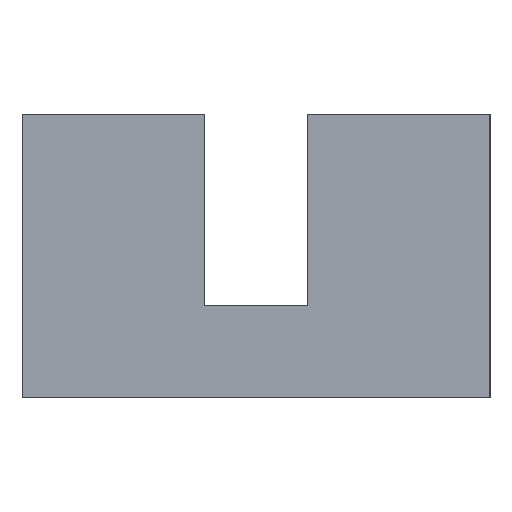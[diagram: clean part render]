
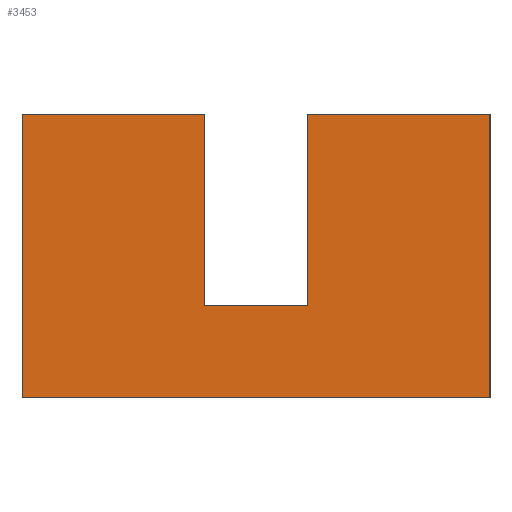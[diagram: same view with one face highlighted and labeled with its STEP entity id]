
A CAD part, left-side view. The second image highlights one B-rep face of the part: STEP entity #3453.
In plain terms, the highlighted planar face has unit normal (-1, 0, 0).
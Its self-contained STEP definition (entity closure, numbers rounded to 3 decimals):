
#486=ORIENTED_EDGE('',*,*,#1503,.T.);
#487=ORIENTED_EDGE('',*,*,#1522,.T.);
#488=ORIENTED_EDGE('',*,*,#1523,.T.);
#489=ORIENTED_EDGE('',*,*,#1524,.T.);
#490=ORIENTED_EDGE('',*,*,#1509,.T.);
#491=ORIENTED_EDGE('',*,*,#1525,.T.);
#492=ORIENTED_EDGE('',*,*,#1526,.F.);
#493=ORIENTED_EDGE('',*,*,#1527,.F.);
#1503=EDGE_CURVE('',#2017,#2015,#2368,.T.);
#1509=EDGE_CURVE('',#2019,#2022,#2374,.T.);
#1522=EDGE_CURVE('',#2015,#2031,#2387,.T.);
#1523=EDGE_CURVE('',#2031,#2032,#2388,.T.);
#1524=EDGE_CURVE('',#2032,#2019,#2389,.T.);
#1525=EDGE_CURVE('',#2022,#2033,#2390,.T.);
#1526=EDGE_CURVE('',#2034,#2033,#2391,.T.);
#1527=EDGE_CURVE('',#2017,#2034,#2392,.T.);
#2015=VERTEX_POINT('',#4669);
#2017=VERTEX_POINT('',#4672);
#2019=VERTEX_POINT('',#4678);
#2022=VERTEX_POINT('',#4683);
#2031=VERTEX_POINT('',#4710);
#2032=VERTEX_POINT('',#4712);
#2033=VERTEX_POINT('',#4715);
#2034=VERTEX_POINT('',#4717);
#2368=LINE('',#4671,#2605);
#2374=LINE('',#4684,#2611);
#2387=LINE('',#4709,#2624);
#2388=LINE('',#4711,#2625);
#2389=LINE('',#4713,#2626);
#2390=LINE('',#4714,#2627);
#2391=LINE('',#4716,#2628);
#2392=LINE('',#4718,#2629);
#2605=VECTOR('',#4010,1000.);
#2611=VECTOR('',#4018,1000.);
#2624=VECTOR('',#4039,1000.);
#2625=VECTOR('',#4040,1000.);
#2626=VECTOR('',#4041,1000.);
#2627=VECTOR('',#4042,1000.);
#2628=VECTOR('',#4043,1000.);
#2629=VECTOR('',#4044,1000.);
#2816=EDGE_LOOP('',(#486,#487,#488,#489,#490,#491,#492,#493));
#3051=FACE_BOUND('',#2816,.T.);
#3278=PLANE('',#3721);
#3453=ADVANCED_FACE('',(#3051),#3278,.T.);
#3721=AXIS2_PLACEMENT_3D('',#4708,#4037,#4038);
#4010=DIRECTION('',(0.,1.,0.));
#4018=DIRECTION('',(0.,1.,0.));
#4037=DIRECTION('',(-1.,0.,0.));
#4038=DIRECTION('',(0.,0.,1.));
#4039=DIRECTION('',(0.,0.,-1.));
#4040=DIRECTION('',(0.,1.,0.));
#4041=DIRECTION('',(0.,0.,1.));
#4042=DIRECTION('',(0.,0.,-1.));
#4043=DIRECTION('',(0.,1.,0.));
#4044=DIRECTION('',(0.,0.,-1.));
#4669=CARTESIAN_POINT('',(-3.226,-0.686,3.759));
#4671=CARTESIAN_POINT('',(-3.226,-3.099,3.759));
#4672=CARTESIAN_POINT('',(-3.226,-3.099,3.759));
#4678=CARTESIAN_POINT('',(-3.226,0.686,3.759));
#4683=CARTESIAN_POINT('',(-3.226,3.099,3.759));
#4684=CARTESIAN_POINT('',(-3.226,-3.099,3.759));
#4708=CARTESIAN_POINT('',(-3.226,-3.099,3.759));
#4709=CARTESIAN_POINT('',(-3.226,-0.686,3.759));
#4710=CARTESIAN_POINT('',(-3.226,-0.686,1.219));
#4711=CARTESIAN_POINT('',(-3.226,-3.099,1.219));
#4712=CARTESIAN_POINT('',(-3.226,0.686,1.219));
#4713=CARTESIAN_POINT('',(-3.226,0.686,3.759));
#4714=CARTESIAN_POINT('',(-3.226,3.099,3.759));
#4715=CARTESIAN_POINT('',(-3.226,3.099,0.));
#4716=CARTESIAN_POINT('',(-3.226,-3.099,0.));
#4717=CARTESIAN_POINT('',(-3.226,-3.099,0.));
#4718=CARTESIAN_POINT('',(-3.226,-3.099,3.759));
